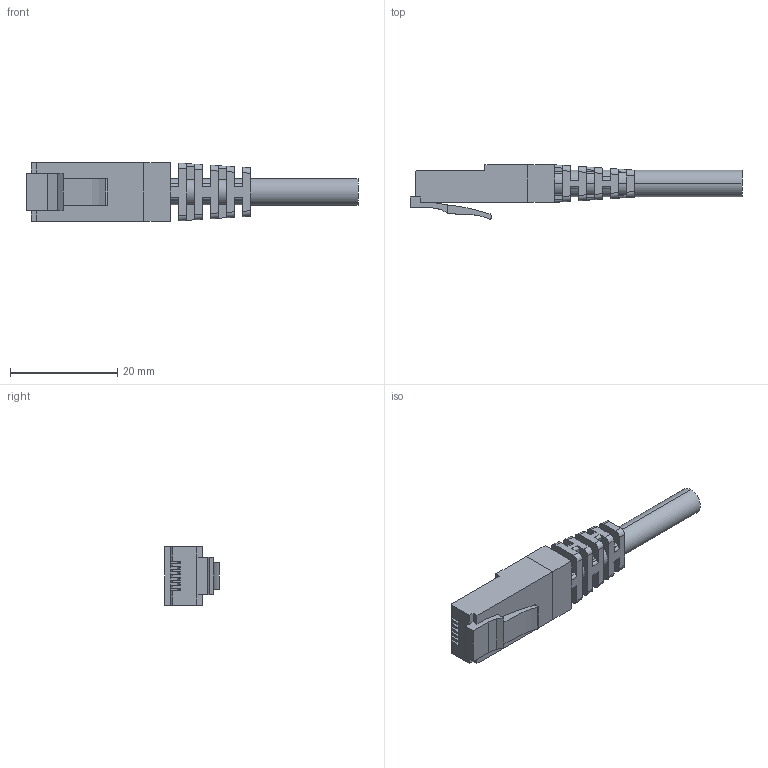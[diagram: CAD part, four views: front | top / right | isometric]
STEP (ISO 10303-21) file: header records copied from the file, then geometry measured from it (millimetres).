
FILE_DESCRIPTION (( 'STEP AP214' ), '1' );
FILE_NAME ('ethernet_assem(Step_ap214).STEP', '2013-09-10T22:11:30', ( '' ), ( '' ), 'SwSTEP 2.0', 'SolidWorks 2013', '' );
FILE_SCHEMA (( 'AUTOMOTIVE_DESIGN' ));
Length unit declared in the file: millimetre
Products named in the file (4): cable_Varsay考an; male_main_head_Varsay考an; ethernet_pin_Varsay考an; ethernet_assem(Step_ap214)
Assembly tree (8 placements, depth 2):
  ethernet_assem(Step_ap214)
    ethernet_pin_Varsay考an  x6
    male_main_head_Varsay考an
    cable_Varsay考an
Bounding box: 62 x 10.14 x 11 mm (x, y, z)
Volume: 2860.2 mm3; surface area: 3147.2 mm2
Topology: 8 solids, 8 shells, 311 faces, 849 edges, 552 vertices
Faces by surface type: plane 207, cylinder 102, bspline 2
Entity records: 8448 total; most frequent: CARTESIAN_POINT 1705, ORIENTED_EDGE 1428, DIRECTION 1260, EDGE_CURVE 714, VECTOR 538, LINE 538, VERTEX_POINT 462, AXIS2_PLACEMENT_3D 361
